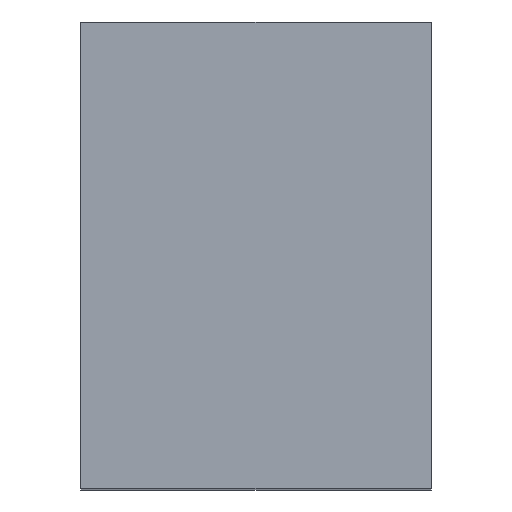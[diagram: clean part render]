
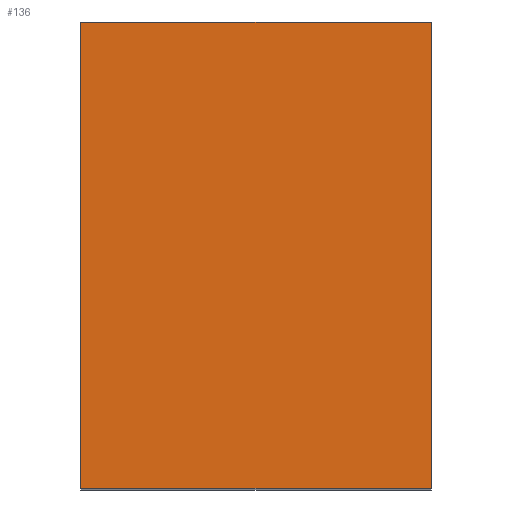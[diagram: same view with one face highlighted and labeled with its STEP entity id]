
A CAD part, top view. The second image highlights one B-rep face of the part: STEP entity #136.
In plain terms, the highlighted planar face has unit normal (0, 0, 1).
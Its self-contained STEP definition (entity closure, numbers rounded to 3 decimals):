
#37=CARTESIAN_POINT('POINT5',(-0.744,53.5,
   -63.89));
#38=VERTEX_POINT('VERTEX5',#37);
#44=CARTESIAN_POINT('POINT6',(0.76,53.5,
   -63.89));
#45=VERTEX_POINT('VERTEX6',#44);
#46=B_SPLINE_CURVE_WITH_KNOTS('SPLINE_CRV6',1,(#47,#48),.UNSPECIFIED.,
   .F.,.F.,(2,2),(0.,1.),.UNSPECIFIED.);
#47=CARTESIAN_POINT('',(0.76,53.5,-63.89
   ));
#48=CARTESIAN_POINT('',(-0.744,53.5,
   -63.89));
#49=EDGE_CURVE('EDGE6',#45,#38,#46,.T.);
#65=CARTESIAN_POINT('POINT7',(0.76,51.5,
   -63.89));
#66=VERTEX_POINT('VERTEX7',#65);
#67=B_SPLINE_CURVE_WITH_KNOTS('SPLINE_CRV8',1,(#68,#69),.UNSPECIFIED.,
   .F.,.F.,(2,2),(0.,1.),.UNSPECIFIED.);
#68=CARTESIAN_POINT('',(0.76,51.5,-63.89
   ));
#69=CARTESIAN_POINT('',(0.76,53.5,-63.89
   ));
#70=EDGE_CURVE('EDGE8',#66,#45,#67,.T.);
#87=CARTESIAN_POINT('POINT8',(-0.744,51.5,
   -63.89));
#88=VERTEX_POINT('VERTEX8',#87);
#96=B_SPLINE_CURVE_WITH_KNOTS('SPLINE_CRV11',1,(#97,#98),.UNSPECIFIED.,
   .F.,.F.,(2,2),(0.,1.),.UNSPECIFIED.);
#97=CARTESIAN_POINT('',(-0.744,51.5,
   -63.89));
#98=CARTESIAN_POINT('',(0.76,51.5,-63.89
   ));
#99=EDGE_CURVE('EDGE11',#88,#66,#96,.T.);
#111=B_SPLINE_CURVE_WITH_KNOTS('SPLINE_CRV12',1,(#112,#113),
   .UNSPECIFIED.,.F.,.F.,(2,2),(0.,1.),.UNSPECIFIED.);
#112=CARTESIAN_POINT('',(-0.744,53.5,
   -63.89));
#113=CARTESIAN_POINT('',(-0.744,51.5,
   -63.89));
#114=EDGE_CURVE('EDGE12',#38,#88,#111,.T.);
#125=ORIENTED_EDGE('COEDGE21',*,*,#114,.T.);
#126=ORIENTED_EDGE('COEDGE22',*,*,#99,.T.);
#127=ORIENTED_EDGE('COEDGE23',*,*,#70,.T.);
#128=ORIENTED_EDGE('COEDGE24',*,*,#49,.T.);
#129=EDGE_LOOP('NONE',(#125,#126,#127,#128));
#130=FACE_BOUND('LOOP1',#129,.T.);
#131=CARTESIAN_POINT('POS6',(0.008,52.5,-63.89));
#132=DIRECTION('DIR11',(0.,0.,1.));
#133=DIRECTION('DIR12',(1.,0.,0.));
#134=AXIS2_PLACEMENT_3D('AXIS6',#131,#132,#133);
#135=PLANE('PLANE6',#134);
#136=ADVANCED_FACE('FACE6',(#130),#135,.T.);
